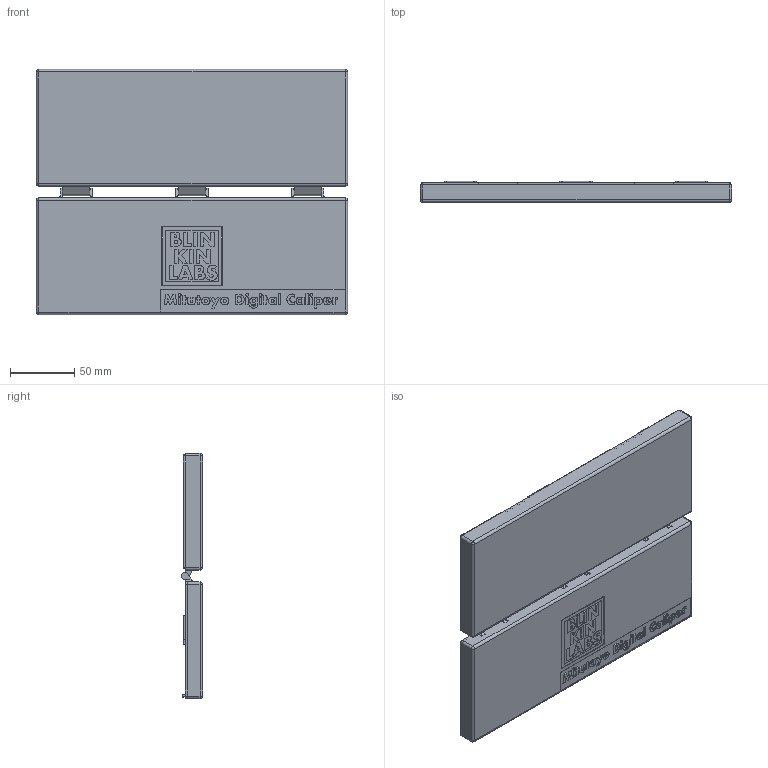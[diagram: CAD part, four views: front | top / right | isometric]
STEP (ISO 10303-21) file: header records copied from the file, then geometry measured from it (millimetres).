
FILE_DESCRIPTION(/* description */ (''),/* implementation_level */ '2;1');
FILE_NAME(/* name */ 'case for mitutoyo digital caliper v1.step',/* time_stamp */ '2021-07-25T02:58:39+02:00',/* author */ (''),/* organization */ (''),/* preprocessor_version */ 'ST-DEVELOPER v18.1',/* originating_system */ 'Autodesk Translation Framework v10.9.0.1377',/* authorisation */ '');
FILE_SCHEMA (('AUTOMOTIVE_DESIGN { 1 0 10303 214 3 1 1 }'));
Length unit declared in the file: millimetre
Products named in the file (3): case for mitutoyo digital caliper; Case_T; case_B
Assembly tree (2 placements, depth 2):
  case for mitutoyo digital caliper
    Case_T
    case_B
Bounding box: 241.8 x 16.45 x 190.5 mm (x, y, z)
Volume: 98812.4 mm3; surface area: 128406.8 mm2
Topology: 2 solids, 2 shells, 1018 faces, 2752 edges, 1777 vertices
Faces by surface type: plane 442, bspline 408, cylinder 150, sphere 16, torus 2
Full cylindrical faces by diameter (mm): 2 x3, 2.5 x3
Entity records: 35713 total; most frequent: CARTESIAN_POINT 12672, ORIENTED_EDGE 5460, DIRECTION 3471, EDGE_CURVE 2730, VERTEX_POINT 1777, LINE 1657, VECTOR 1657, EDGE_LOOP 1091
